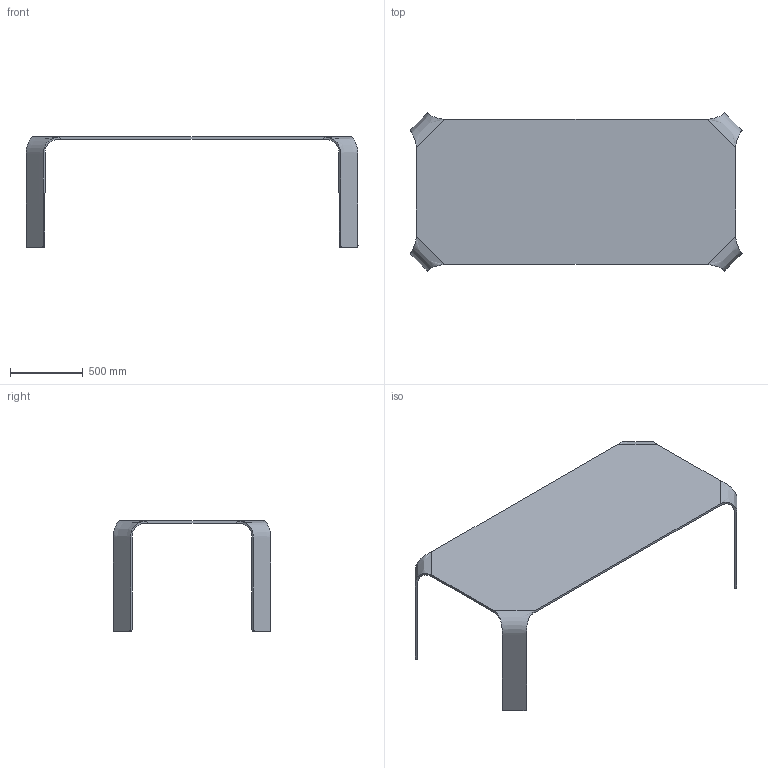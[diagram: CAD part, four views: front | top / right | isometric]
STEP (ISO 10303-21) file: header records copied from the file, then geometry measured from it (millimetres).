
FILE_DESCRIPTION(/* description */ (''),/* implementation_level */ '2;1');
FILE_NAME(/* name */ '03 - Ragno 228x108',/* time_stamp */ '2010-11-03T09:56:11+01:00',/* author */ (''),/* organization */ (''),/* preprocessor_version */ 'ST-DEVELOPER v10',/* originating_system */ '',/* authorisation */ '');
FILE_SCHEMA (('CONFIG_CONTROL_DESIGN'));
Length unit declared in the file: centimetre
Products named in the file (1): 1
Bounding box: 2288.12 x 1088.11 x 759.15 mm (x, y, z)
Volume: 38546618.3 mm3; surface area: 5485351.1 mm2
Topology: 1 solids, 1 shells, 18 faces, 32 edges, 16 vertices
Faces by surface type: bspline 12, plane 6
Entity records: 3304 total; most frequent: CARTESIAN_POINT 2984, ORIENTED_EDGE 64, EDGE_CURVE 32, B_SPLINE_CURVE_WITH_KNOTS 32, ADVANCED_FACE 18, FACE_OUTER_BOUND 18, EDGE_LOOP 18, VERTEX_POINT 16
